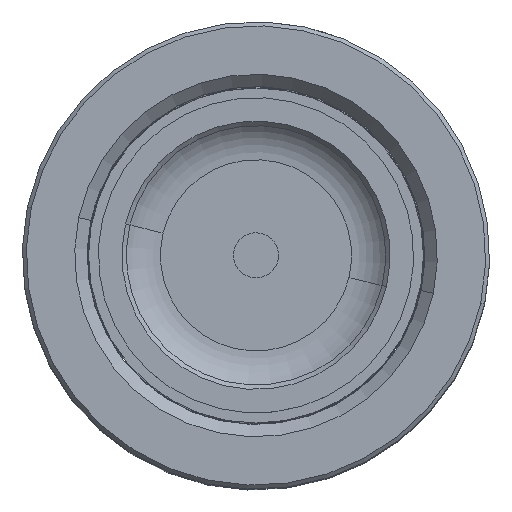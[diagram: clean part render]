
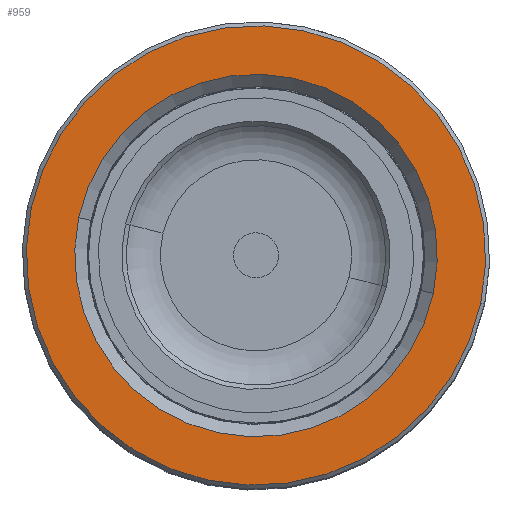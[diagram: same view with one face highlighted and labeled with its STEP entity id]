
A CAD part, top view. The second image highlights one B-rep face of the part: STEP entity #959.
In plain terms, the highlighted planar face has unit normal (0, 0, 1).
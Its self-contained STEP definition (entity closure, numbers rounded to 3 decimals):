
#959 = ADVANCED_FACE ( 'NONE', ( #14647, #5003 ), #46412, .T. ) ;
#1562 = CIRCLE ( 'NONE', #16432, 32.2 ) ;
#3216 = EDGE_CURVE ( 'NONE', #8329, #3904, #1562, .T. ) ;
#3904 = VERTEX_POINT ( 'NONE', #34940 ) ;
#4344 = AXIS2_PLACEMENT_3D ( 'NONE', #41875, #42028, #41710 ) ;
#4547 = AXIS2_PLACEMENT_3D ( 'NONE', #6355, #13818, #24285 ) ;
#4570 = ORIENTED_EDGE ( 'NONE', *, *, #30499, .T. ) ;
#4805 = DIRECTION ( 'NONE',  ( 1., 0., 0. ) ) ;
#5003 = FACE_BOUND ( 'NONE', #38051, .T. ) ;
#5393 = CIRCLE ( 'NONE', #4344, 32.2 ) ;
#6355 = CARTESIAN_POINT ( 'NONE',  ( 0., 0., 100. ) ) ;
#6931 = EDGE_CURVE ( 'NONE', #20039, #39067, #16764, .T. ) ;
#8329 = VERTEX_POINT ( 'NONE', #22098 ) ;
#11695 = ORIENTED_EDGE ( 'NONE', *, *, #31268, .T. ) ;
#12648 = DIRECTION ( 'NONE',  ( 0., 0., 1. ) ) ;
#12702 = DIRECTION ( 'NONE',  ( 1., 0., 0. ) ) ;
#13818 = DIRECTION ( 'NONE',  ( 0., 0., 1. ) ) ;
#14647 = FACE_OUTER_BOUND ( 'NONE', #34289, .T. ) ;
#16432 = AXIS2_PLACEMENT_3D ( 'NONE', #33387, #37397, #4805 ) ;
#16764 = CIRCLE ( 'NONE', #43598, 40.8 ) ;
#20039 = VERTEX_POINT ( 'NONE', #45845 ) ;
#20106 = DIRECTION ( 'NONE',  ( 1., 0., 0. ) ) ;
#21327 = CIRCLE ( 'NONE', #28027, 40.8 ) ;
#22098 = CARTESIAN_POINT ( 'NONE',  ( -32.2, 0., 100. ) ) ;
#24285 = DIRECTION ( 'NONE',  ( 1., 0., 0. ) ) ;
#28027 = AXIS2_PLACEMENT_3D ( 'NONE', #30824, #34657, #12702 ) ;
#30499 = EDGE_CURVE ( 'NONE', #39067, #20039, #21327, .T. ) ;
#30824 = CARTESIAN_POINT ( 'NONE',  ( 0., 0., 100. ) ) ;
#31268 = EDGE_CURVE ( 'NONE', #3904, #8329, #5393, .T. ) ;
#33387 = CARTESIAN_POINT ( 'NONE',  ( 0., 0., 100. ) ) ;
#34289 = EDGE_LOOP ( 'NONE', ( #40300, #4570 ) ) ;
#34291 = CARTESIAN_POINT ( 'NONE',  ( 0., 0., 100. ) ) ;
#34657 = DIRECTION ( 'NONE',  ( 0., 0., 1. ) ) ;
#34940 = CARTESIAN_POINT ( 'NONE',  ( 32.2, 0., 100. ) ) ;
#37397 = DIRECTION ( 'NONE',  ( 0., 0., -1. ) ) ;
#38051 = EDGE_LOOP ( 'NONE', ( #11695, #40859 ) ) ;
#39067 = VERTEX_POINT ( 'NONE', #39422 ) ;
#39422 = CARTESIAN_POINT ( 'NONE',  ( 40.8, 0., 100. ) ) ;
#40300 = ORIENTED_EDGE ( 'NONE', *, *, #6931, .T. ) ;
#40859 = ORIENTED_EDGE ( 'NONE', *, *, #3216, .T. ) ;
#41710 = DIRECTION ( 'NONE',  ( 1., 0., 0. ) ) ;
#41875 = CARTESIAN_POINT ( 'NONE',  ( 0., 0., 100. ) ) ;
#42028 = DIRECTION ( 'NONE',  ( 0., 0., -1. ) ) ;
#43598 = AXIS2_PLACEMENT_3D ( 'NONE', #34291, #12648, #20106 ) ;
#45845 = CARTESIAN_POINT ( 'NONE',  ( -40.8, 0., 100. ) ) ;
#46412 = PLANE ( 'NONE',  #4547 ) ;
